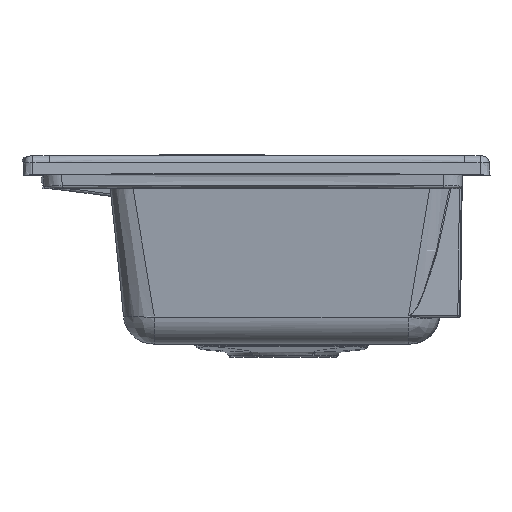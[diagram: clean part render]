
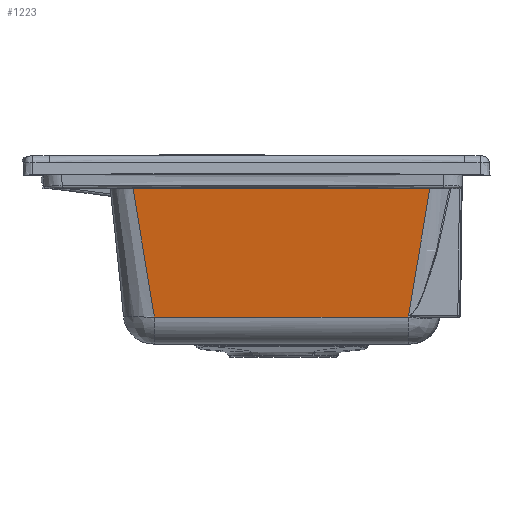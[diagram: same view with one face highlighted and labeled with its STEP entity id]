
A CAD part, left-side view. The second image highlights one B-rep face of the part: STEP entity #1223.
In plain terms, the highlighted planar face has unit normal (-0.995, 0, -0.104).
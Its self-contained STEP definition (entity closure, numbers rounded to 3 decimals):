
#42=LINE('',#15785,#45);
#45=VECTOR('',#4961,1.);
#695=B_SPLINE_CURVE_WITH_KNOTS('',3,(#10837,#10838,#10839,#10840),
 .UNSPECIFIED.,.F.,.F.,(4,4),(0.,1.),.UNSPECIFIED.);
#696=B_SPLINE_CURVE_WITH_KNOTS('',3,(#10842,#10843,#10844,#10845),
 .UNSPECIFIED.,.F.,.F.,(4,4),(0.,1.),.UNSPECIFIED.);
#698=B_SPLINE_CURVE_WITH_KNOTS('',3,(#10942,#10943,#10944,#10945),
 .UNSPECIFIED.,.F.,.F.,(4,4),(0.,1.),.UNSPECIFIED.);
#699=B_SPLINE_CURVE_WITH_KNOTS('',3,(#10947,#10948,#10949,#10950,#10951,
#10952,#10953,#10954,#10955,#10956,#10957,#10958,#10959,#10960),
 .UNSPECIFIED.,.F.,.F.,(4,1,1,1,2,2,1,1,1,4),(0.,0.25,0.375,
0.406,0.41,0.414,0.422,
0.437,0.5,1.),.UNSPECIFIED.);
#796=B_SPLINE_CURVE_WITH_KNOTS('',3,(#15794,#15795,#15796,#15797),
 .UNSPECIFIED.,.F.,.F.,(4,4),(0.,1.),.UNSPECIFIED.);
#1223=ADVANCED_FACE('',(#1542),#1369,.T.);
#1369=PLANE('',#4822);
#1542=FACE_OUTER_BOUND('',#1859,.T.);
#1859=EDGE_LOOP('',(#2821,#2822,#2823,#2824,#2825,#2826));
#2821=ORIENTED_EDGE('',*,*,#4413,.F.);
#2822=ORIENTED_EDGE('',*,*,#4297,.T.);
#2823=ORIENTED_EDGE('',*,*,#4296,.T.);
#2824=ORIENTED_EDGE('',*,*,#4412,.T.);
#2825=ORIENTED_EDGE('',*,*,#4294,.F.);
#2826=ORIENTED_EDGE('',*,*,#4293,.T.);
#3719=VERTEX_POINT('',#10210);
#3721=VERTEX_POINT('',#10328);
#3735=VERTEX_POINT('',#10836);
#3736=VERTEX_POINT('',#10841);
#3737=VERTEX_POINT('',#10941);
#3738=VERTEX_POINT('',#10946);
#4293=EDGE_CURVE('',#3736,#3735,#695,.T.);
#4294=EDGE_CURVE('',#3736,#3721,#696,.T.);
#4296=EDGE_CURVE('',#3738,#3719,#698,.T.);
#4297=EDGE_CURVE('',#3737,#3738,#699,.T.);
#4412=EDGE_CURVE('',#3719,#3721,#42,.T.);
#4413=EDGE_CURVE('',#3737,#3735,#796,.T.);
#4822=AXIS2_PLACEMENT_3D('',#15814,#4962,#4963);
#4961=DIRECTION('',(0.,-1.,0.));
#4962=DIRECTION('',(-0.995,0.,-0.105));
#4963=DIRECTION('',(-0.105,0.,0.995));
#10210=CARTESIAN_POINT('',(-56.51,147.81,-185.008));
#10328=CARTESIAN_POINT('',(-56.51,-143.685,-185.008));
#10836=CARTESIAN_POINT('',(-72.124,-168.567,-36.448));
#10837=CARTESIAN_POINT('',(-56.69,-143.977,-183.293));
#10838=CARTESIAN_POINT('',(-60.377,-149.962,-148.219));
#10839=CARTESIAN_POINT('',(-65.521,-158.158,-99.271));
#10840=CARTESIAN_POINT('',(-72.124,-168.566,-36.448));
#10841=CARTESIAN_POINT('',(-56.69,-143.978,-183.293));
#10842=CARTESIAN_POINT('',(-56.69,-143.98,-183.293));
#10843=CARTESIAN_POINT('',(-56.63,-143.882,-183.864));
#10844=CARTESIAN_POINT('',(-56.57,-143.785,-184.436));
#10845=CARTESIAN_POINT('',(-56.51,-143.687,-185.007));
#10941=CARTESIAN_POINT('',(-72.126,172.495,-36.429));
#10942=CARTESIAN_POINT('',(-56.69,148.079,-183.293));
#10943=CARTESIAN_POINT('',(-56.63,147.99,-183.864));
#10944=CARTESIAN_POINT('',(-56.57,147.9,-184.436));
#10945=CARTESIAN_POINT('',(-56.51,147.811,-185.008));
#10946=CARTESIAN_POINT('',(-56.69,148.078,-183.293));
#10947=CARTESIAN_POINT('',(-72.126,172.495,-36.429));
#10948=CARTESIAN_POINT('',(-70.766,170.274,-49.369));
#10949=CARTESIAN_POINT('',(-68.842,167.145,-67.676));
#10950=CARTESIAN_POINT('',(-66.946,164.088,-85.716));
#10951=CARTESIAN_POINT('',(-66.229,162.937,-92.534));
#10952=CARTESIAN_POINT('',(-66.074,162.687,-94.016));
#10953=CARTESIAN_POINT('',(-66.039,162.632,-94.345));
#10954=CARTESIAN_POINT('',(-66.01,162.585,-94.619));
#10955=CARTESIAN_POINT('',(-65.937,162.469,-95.311));
#10956=CARTESIAN_POINT('',(-65.792,162.236,-96.693));
#10957=CARTESIAN_POINT('',(-65.263,161.388,-101.729));
#10958=CARTESIAN_POINT('',(-61.773,155.818,-134.936));
#10959=CARTESIAN_POINT('',(-58.874,151.331,-162.515));
#10960=CARTESIAN_POINT('',(-56.69,148.079,-183.293));
#15785=CARTESIAN_POINT('',(-56.51,-189.687,-185.008));
#15794=CARTESIAN_POINT('',(-72.126,172.495,-36.429));
#15795=CARTESIAN_POINT('',(-72.13,58.867,-36.394));
#15796=CARTESIAN_POINT('',(-72.129,-54.819,-36.4));
#15797=CARTESIAN_POINT('',(-72.124,-168.566,-36.448));
#15814=CARTESIAN_POINT('',(-73.511,-189.687,-23.252));
